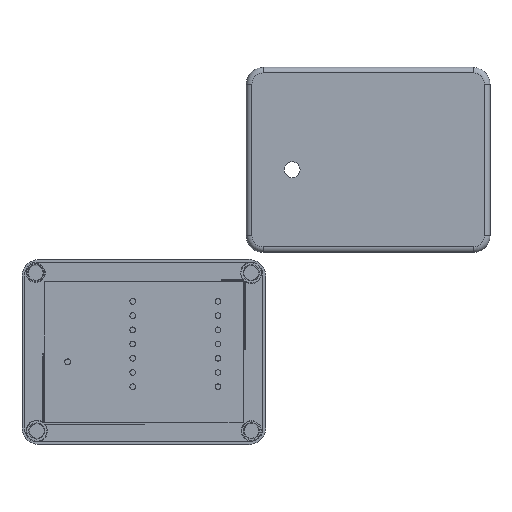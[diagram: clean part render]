
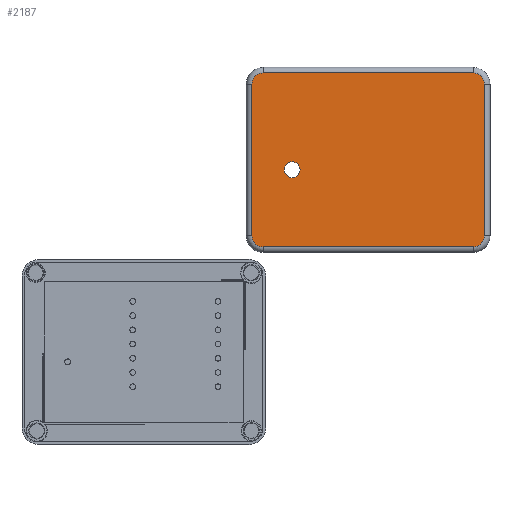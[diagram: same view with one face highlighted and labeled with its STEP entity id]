
A CAD part, top view. The second image highlights one B-rep face of the part: STEP entity #2187.
In plain terms, the highlighted planar face has unit normal (0, 0, 1).
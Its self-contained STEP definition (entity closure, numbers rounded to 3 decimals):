
#132=FACE_BOUND('',#528,.T.);
#232=CIRCLE('',#2414,2.);
#236=CIRCLE('',#2420,2.);
#240=CIRCLE('',#2426,2.);
#243=CIRCLE('',#2431,2.);
#244=CIRCLE('',#2433,1.41);
#365=FACE_OUTER_BOUND('',#527,.T.);
#527=EDGE_LOOP('',(#1961,#1962,#1963,#1964,#1965,#1966,#1967,#1968));
#528=EDGE_LOOP('',(#1969));
#712=LINE('',#3705,#892);
#714=LINE('',#3717,#894);
#716=LINE('',#3729,#896);
#718=LINE('',#3741,#898);
#892=VECTOR('',#3015,10.);
#894=VECTOR('',#3029,10.);
#896=VECTOR('',#3043,10.);
#898=VECTOR('',#3057,10.);
#1078=VERTEX_POINT('',#3698);
#1081=VERTEX_POINT('',#3703);
#1083=VERTEX_POINT('',#3709);
#1085=VERTEX_POINT('',#3715);
#1087=VERTEX_POINT('',#3721);
#1089=VERTEX_POINT('',#3727);
#1091=VERTEX_POINT('',#3733);
#1093=VERTEX_POINT('',#3739);
#1094=VERTEX_POINT('',#3746);
#1369=EDGE_CURVE('',#1081,#1078,#712,.T.);
#1372=EDGE_CURVE('',#1083,#1081,#232,.T.);
#1375=EDGE_CURVE('',#1085,#1083,#714,.T.);
#1378=EDGE_CURVE('',#1087,#1085,#236,.T.);
#1381=EDGE_CURVE('',#1089,#1087,#716,.T.);
#1384=EDGE_CURVE('',#1091,#1089,#240,.T.);
#1387=EDGE_CURVE('',#1093,#1091,#718,.T.);
#1389=EDGE_CURVE('',#1078,#1093,#243,.T.);
#1390=EDGE_CURVE('',#1094,#1094,#244,.T.);
#1961=ORIENTED_EDGE('',*,*,#1369,.F.);
#1962=ORIENTED_EDGE('',*,*,#1372,.F.);
#1963=ORIENTED_EDGE('',*,*,#1375,.F.);
#1964=ORIENTED_EDGE('',*,*,#1378,.F.);
#1965=ORIENTED_EDGE('',*,*,#1381,.F.);
#1966=ORIENTED_EDGE('',*,*,#1384,.F.);
#1967=ORIENTED_EDGE('',*,*,#1387,.F.);
#1968=ORIENTED_EDGE('',*,*,#1389,.F.);
#1969=ORIENTED_EDGE('',*,*,#1390,.T.);
#2073=PLANE('',#2432);
#2187=ADVANCED_FACE('',(#365,#132),#2073,.T.);
#2414=AXIS2_PLACEMENT_3D('',#3711,#3022,#3023);
#2420=AXIS2_PLACEMENT_3D('',#3723,#3036,#3037);
#2426=AXIS2_PLACEMENT_3D('',#3735,#3050,#3051);
#2431=AXIS2_PLACEMENT_3D('',#3744,#3062,#3063);
#2432=AXIS2_PLACEMENT_3D('',#3745,#3064,#3065);
#2433=AXIS2_PLACEMENT_3D('',#3747,#3066,#3067);
#3015=DIRECTION('',(0.,-1.,0.));
#3022=DIRECTION('center_axis',(0.,0.,
-1.));
#3023=DIRECTION('ref_axis',(0.707,0.707,0.));
#3029=DIRECTION('',(1.,0.,0.));
#3036=DIRECTION('center_axis',(0.,0.,
-1.));
#3037=DIRECTION('ref_axis',(-0.707,0.707,0.));
#3043=DIRECTION('',(0.,1.,0.));
#3050=DIRECTION('center_axis',(0.,0.,
-1.));
#3051=DIRECTION('ref_axis',(-0.707,-0.707,0.));
#3057=DIRECTION('',(-1.,0.,0.));
#3062=DIRECTION('center_axis',(0.,0.,
-1.));
#3063=DIRECTION('ref_axis',(0.707,-0.707,0.));
#3064=DIRECTION('center_axis',(0.,0.,
1.));
#3065=DIRECTION('ref_axis',(-1.,0.,0.));
#3066=DIRECTION('center_axis',(0.,0.,
-1.));
#3067=DIRECTION('ref_axis',(-1.,0.,0.));
#3698=CARTESIAN_POINT('',(60.687,20.587,34.414));
#3703=CARTESIAN_POINT('',(60.687,47.667,34.414));
#3705=CARTESIAN_POINT('',(60.687,27.357,34.414));
#3709=CARTESIAN_POINT('',(58.687,49.667,34.414));
#3711=CARTESIAN_POINT('Origin',(58.687,47.667,34.414));
#3715=CARTESIAN_POINT('',(21.137,49.667,34.414));
#3717=CARTESIAN_POINT('',(49.299,49.667,34.414));
#3721=CARTESIAN_POINT('',(19.137,47.667,34.414));
#3723=CARTESIAN_POINT('Origin',(21.137,47.667,34.414));
#3727=CARTESIAN_POINT('',(19.137,20.587,34.414));
#3729=CARTESIAN_POINT('',(19.137,40.897,34.414));
#3733=CARTESIAN_POINT('',(21.137,18.587,34.414));
#3735=CARTESIAN_POINT('Origin',(21.137,20.587,34.414));
#3739=CARTESIAN_POINT('',(58.687,18.587,34.414));
#3741=CARTESIAN_POINT('',(30.524,18.587,34.414));
#3744=CARTESIAN_POINT('Origin',(58.687,20.587,34.414));
#3745=CARTESIAN_POINT('Origin',(39.912,34.127,34.414));
#3746=CARTESIAN_POINT('',(27.741,32.38,34.414));
#3747=CARTESIAN_POINT('Origin',(26.331,32.38,34.414));
